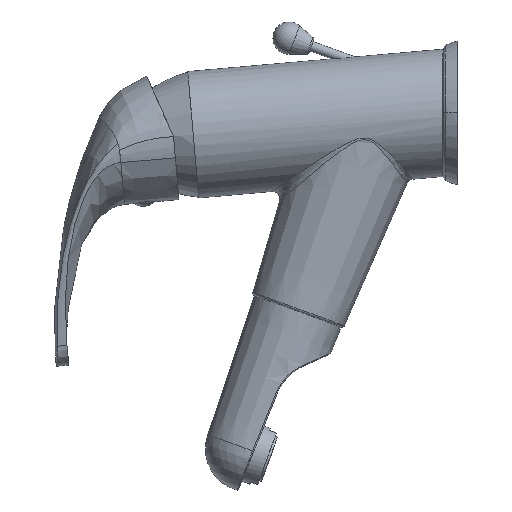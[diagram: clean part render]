
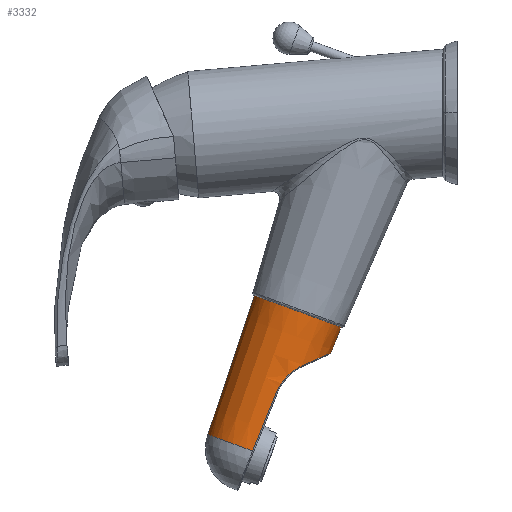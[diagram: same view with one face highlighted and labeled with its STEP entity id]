
A CAD part, left-side view. The second image highlights one B-rep face of the part: STEP entity #3332.
In plain terms, the highlighted conical face has half-angle 1.456 degrees and reference radius 17.75 mm.
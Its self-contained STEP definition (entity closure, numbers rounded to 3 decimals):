
#265=CARTESIAN_POINT('',(0.,45.045,
-96.523));
#314=CARTESIAN_POINT('',(0.,58.324,-79.751));
#315=DIRECTION('',(0.,0.342,-0.94));
#316=DIRECTION('',(0.,-0.94,-0.342));
#317=AXIS2_PLACEMENT_3D('',#314,#315,#316);
#1238=DIRECTION('',(0.,-0.366,0.931));
#1239=VECTOR('',#1238,11.222);
#1240=CARTESIAN_POINT('',(0.,45.045,
-96.523));
#1241=LINE('',#1240,#1239);
#1242=CARTESIAN_POINT('',(-15.451,56.491,
-101.671));
#1243=CARTESIAN_POINT('',(-15.321,56.2,
-101.54));
#1244=CARTESIAN_POINT('',(-15.053,55.63,
-101.283));
#1245=CARTESIAN_POINT('',(-14.628,54.809,
-100.914));
#1246=CARTESIAN_POINT('',(-14.182,54.024,
-100.561));
#1247=CARTESIAN_POINT('',(-13.717,53.274,
-100.225));
#1248=CARTESIAN_POINT('',(-13.236,52.562,
-99.904));
#1249=CARTESIAN_POINT('',(-12.74,51.886,
-99.6));
#1250=CARTESIAN_POINT('',(-12.231,51.247,
-99.313));
#1251=CARTESIAN_POINT('',(-11.711,50.644,
-99.042));
#1252=CARTESIAN_POINT('',(-11.181,50.076,
-98.787));
#1253=CARTESIAN_POINT('',(-10.643,49.544,
-98.547));
#1254=CARTESIAN_POINT('',(-10.099,49.047,
-98.323));
#1255=CARTESIAN_POINT('',(-9.55,48.583,
-98.115));
#1256=CARTESIAN_POINT('',(-8.996,48.151,
-97.921));
#1257=CARTESIAN_POINT('',(-8.438,47.752,
-97.741));
#1258=CARTESIAN_POINT('',(-7.878,47.384,
-97.576));
#1259=CARTESIAN_POINT('',(-7.316,47.046,
-97.424));
#1260=CARTESIAN_POINT('',(-6.753,46.737,
-97.285));
#1261=CARTESIAN_POINT('',(-6.189,46.456,
-97.158));
#1262=CARTESIAN_POINT('',(-5.625,46.203,
-97.044));
#1263=CARTESIAN_POINT('',(-5.06,45.977,
-96.943));
#1264=CARTESIAN_POINT('',(-4.496,45.776,
-96.852));
#1265=CARTESIAN_POINT('',(-3.931,45.601,
-96.774));
#1266=CARTESIAN_POINT('',(-3.368,45.451,
-96.706));
#1267=CARTESIAN_POINT('',(-2.804,45.324,
-96.649));
#1268=CARTESIAN_POINT('',(-2.241,45.221,
-96.603));
#1269=CARTESIAN_POINT('',(-1.679,45.142,
-96.567));
#1270=CARTESIAN_POINT('',(-1.118,45.086,
-96.542));
#1271=CARTESIAN_POINT('',(-0.558,45.052,
-96.527));
#1272=CARTESIAN_POINT('',(-0.186,45.045,
-96.523));
#1273=CARTESIAN_POINT('',(0.,45.045,
-96.523));
#1275=CARTESIAN_POINT('',(-17.375,66.994,
-112.512));
#1276=CARTESIAN_POINT('',(-17.38,66.899,
-112.278));
#1277=CARTESIAN_POINT('',(-17.388,66.7,
-111.814));
#1278=CARTESIAN_POINT('',(-17.395,66.375,
-111.126));
#1279=CARTESIAN_POINT('',(-17.396,66.023,
-110.45));
#1280=CARTESIAN_POINT('',(-17.391,65.646,
-109.788));
#1281=CARTESIAN_POINT('',(-17.379,65.244,
-109.143));
#1282=CARTESIAN_POINT('',(-17.36,64.821,
-108.516));
#1283=CARTESIAN_POINT('',(-17.332,64.376,
-107.909));
#1284=CARTESIAN_POINT('',(-17.296,63.913,
-107.323));
#1285=CARTESIAN_POINT('',(-17.249,63.431,
-106.759));
#1286=CARTESIAN_POINT('',(-17.192,62.935,
-106.218));
#1287=CARTESIAN_POINT('',(-17.124,62.424,
-105.702));
#1288=CARTESIAN_POINT('',(-17.043,61.903,
-105.21));
#1289=CARTESIAN_POINT('',(-16.95,61.372,
-104.744));
#1290=CARTESIAN_POINT('',(-16.843,60.835,
-104.303));
#1291=CARTESIAN_POINT('',(-16.723,60.292,
-103.888));
#1292=CARTESIAN_POINT('',(-16.587,59.746,
-103.499));
#1293=CARTESIAN_POINT('',(-16.437,59.198,
-103.134));
#1294=CARTESIAN_POINT('',(-16.272,58.651,
-102.795));
#1295=CARTESIAN_POINT('',(-16.091,58.105,
-102.479));
#1296=CARTESIAN_POINT('',(-15.895,57.562,
-102.186));
#1297=CARTESIAN_POINT('',(-15.682,57.023,
-101.916));
#1298=CARTESIAN_POINT('',(-15.53,56.668,
-101.75));
#1299=CARTESIAN_POINT('',(-15.451,56.491,
-101.671));
#1301=CARTESIAN_POINT('',(-16.863,76.48,
-135.93));
#1302=CARTESIAN_POINT('',(-16.92,75.461,
-133.414));
#1303=CARTESIAN_POINT('',(-17.034,73.4,
-128.327));
#1304=CARTESIAN_POINT('',(-17.205,70.242,
-120.531));
#1305=CARTESIAN_POINT('',(-17.318,68.085,
-115.206));
#1306=CARTESIAN_POINT('',(-17.375,66.994,
-112.512));
#1308=CARTESIAN_POINT('',(0.,78.503,-135.193));
#1309=DIRECTION('',(0.,-0.342,0.94));
#1310=DIRECTION('',(0.,0.94,0.342));
#1311=AXIS2_PLACEMENT_3D('',#1308,#1309,#1310);
#1313=DIRECTION('',(0.,-0.318,0.948));
#1314=VECTOR('',#1313,59.019);
#1315=CARTESIAN_POINT('',(0.,94.478,-129.379));
#1316=LINE('',#1315,#1314);
#1562=CARTESIAN_POINT('',(0.,94.478,-129.379));
#1564=VERTEX_POINT('',#1562);
#1599=CARTESIAN_POINT('',(-16.863,76.48,
-135.929));
#1600=VERTEX_POINT('',#1599);
#1606=VERTEX_POINT('',#265);
#1608=VERTEX_POINT('',#1242);
#1610=VERTEX_POINT('',#1275);
#1613=CARTESIAN_POINT('',(0.,75.708,-73.424));
#1614=CARTESIAN_POINT('',(0.,40.94,-86.079));
#1615=VERTEX_POINT('',#1613);
#1616=VERTEX_POINT('',#1614);
#3314=CARTESIAN_POINT('',(0.,68.414,-107.472));
#3315=DIRECTION('',(0.,-0.342,0.94));
#3316=DIRECTION('',(0.,0.94,0.342));
#3317=AXIS2_PLACEMENT_3D('',#3314,#3315,#3316);
#3318=CONICAL_SURFACE('',#3317,17.75,1.456);
#3319=ORIENTED_EDGE('',*,*,#2071,.F.);
#3320=ORIENTED_EDGE('',*,*,#2047,.F.);
#3322=ORIENTED_EDGE('',*,*,#3321,.F.);
#3324=ORIENTED_EDGE('',*,*,#3323,.F.);
#3326=ORIENTED_EDGE('',*,*,#3325,.F.);
#3328=ORIENTED_EDGE('',*,*,#3327,.F.);
#3329=ORIENTED_EDGE('',*,*,#2039,.T.);
#3330=EDGE_LOOP('',(#3319,#3320,#3322,#3324,#3326,#3328,#3329));
#3331=FACE_OUTER_BOUND('',#3330,.F.);
#3332=ADVANCED_FACE('',(#3331),#3318,.T.);
#318=CIRCLE('',#317,18.5);
#1274=B_SPLINE_CURVE_WITH_KNOTS('',3,(#1242,#1243,#1244,#1245,#1246,#1247,#1248,
#1249,#1250,#1251,#1252,#1253,#1254,#1255,#1256,#1257,#1258,#1259,#1260,#1261,
#1262,#1263,#1264,#1265,#1266,#1267,#1268,#1269,#1270,#1271,#1272,#1273),
.UNSPECIFIED.,.F.,.F.,(4,1,1,1,1,1,1,1,1,1,1,1,1,1,1,1,1,1,1,1,1,1,1,1,1,1,1,1,
1,4),(0.,0.034,0.069,0.103,
0.138,0.172,0.207,0.241,
0.276,0.31,0.345,0.379,
0.414,0.448,0.483,0.517,
0.552,0.586,0.621,0.655,
0.69,0.724,0.759,0.793,
0.828,0.862,0.897,0.931,
0.966,1.),.UNSPECIFIED.);
#1300=B_SPLINE_CURVE_WITH_KNOTS('',3,(#1275,#1276,#1277,#1278,#1279,#1280,#1281,
#1282,#1283,#1284,#1285,#1286,#1287,#1288,#1289,#1290,#1291,#1292,#1293,#1294,
#1295,#1296,#1297,#1298,#1299),.UNSPECIFIED.,.F.,.F.,(4,1,1,1,1,1,1,1,1,1,1,1,1,
1,1,1,1,1,1,1,1,1,4),(0.,0.045,0.091,
0.136,0.182,0.227,0.273,
0.318,0.364,0.409,0.455,0.5,
0.545,0.591,0.636,0.682,
0.727,0.773,0.818,0.864,
0.909,0.955,1.),.UNSPECIFIED.);
#1307=B_SPLINE_CURVE_WITH_KNOTS('',3,(#1301,#1302,#1303,#1304,#1305,#1306),
.UNSPECIFIED.,.F.,.F.,(4,1,1,4),(0.,0.333,0.667,1.),
.UNSPECIFIED.);
#1312=CIRCLE('',#1311,17.);
#2039=EDGE_CURVE('',#1564,#1615,#1316,.T.);
#2047=EDGE_CURVE('',#1606,#1616,#1241,.T.);
#2071=EDGE_CURVE('',#1616,#1615,#318,.T.);
#3321=EDGE_CURVE('',#1608,#1606,#1274,.T.);
#3323=EDGE_CURVE('',#1610,#1608,#1300,.T.);
#3325=EDGE_CURVE('',#1600,#1610,#1307,.T.);
#3327=EDGE_CURVE('',#1564,#1600,#1312,.T.);
